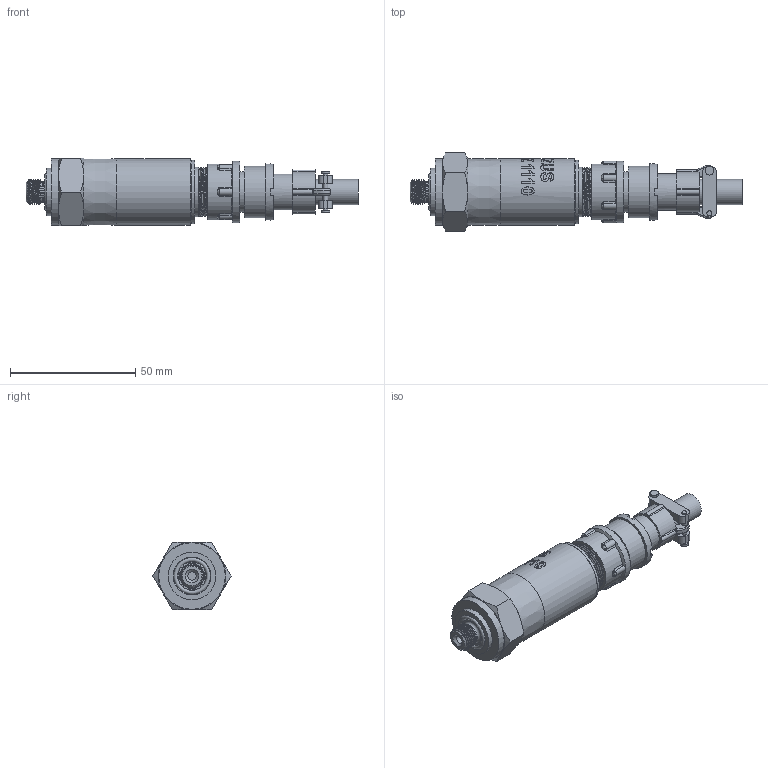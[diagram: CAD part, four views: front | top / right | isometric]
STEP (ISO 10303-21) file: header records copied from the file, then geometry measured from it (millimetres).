
FILE_DESCRIPTION(/* description */ (''),/* implementation_level */ '2;1');
FILE_NAME(/* name */ 'APZ1110_sqqqqqqqqqqq_2RMDT.step',/* time_stamp */ '2021-08-03T13:57:14+03:00',/* author */ (''),/* organization */ (''),/* preprocessor_version */ 'ST-DEVELOPER v18.1',/* originating_system */ 'Autodesk Translation Framework v10.9.0.1377',/* authorisation */ '');
FILE_SCHEMA (('AUTOMOTIVE_DESIGN { 1 0 10303 214 3 1 1 }'));
Length unit declared in the file: millimetre
Products named in the file (5): АПЗ 1110 - filled; СТ063.000.083 (стакан 
с вальцем) v2; RMDT male v5; RMDT female v7; G1/8 DIN
Assembly tree (4 placements, depth 2):
  АПЗ 1110 - filled
    СТ063.000.083 (стакан 
с вальцем) v2
    RMDT male v5
    RMDT female v7
    G1/8 DIN
Bounding box: 132.42 x 31.18 x 27 mm (x, y, z)
Volume: 49253.1 mm3; surface area: 17960.1 mm2
Topology: 4 solids, 4 shells, 724 faces, 1869 edges, 1221 vertices
Faces by surface type: bspline 335, plane 187, cylinder 153, cone 25, torus 20, sphere 4
Full cylindrical faces by diameter (mm): 1 x4, 2 x20, 3.3 x1, 3.5 x2, 8 x1, 8.566 x5, 9 x1, 10 x1, 11 x1, 11.5 x1, 13 x1, 14.5 x1, 14.7 x1, 15 x1, 15.8 x1, 16 x2, 16.741 x2, 17.884 x2, 18 x1, 18.741 x8, 19 x1, 19.8 x1, 19.884 x9, 20 x1, 20.5 x1, 22.3 x1, 22.5 x2, 24.5 x3, 25.5 x1, 26.5 x1
Entity records: 36785 total; most frequent: CARTESIAN_POINT 21202, ORIENTED_EDGE 3730, DIRECTION 2215, EDGE_CURVE 1865, VERTEX_POINT 1221, EDGE_LOOP 806, B_SPLINE_CURVE_WITH_KNOTS 775, AXIS2_PLACEMENT_3D 751
